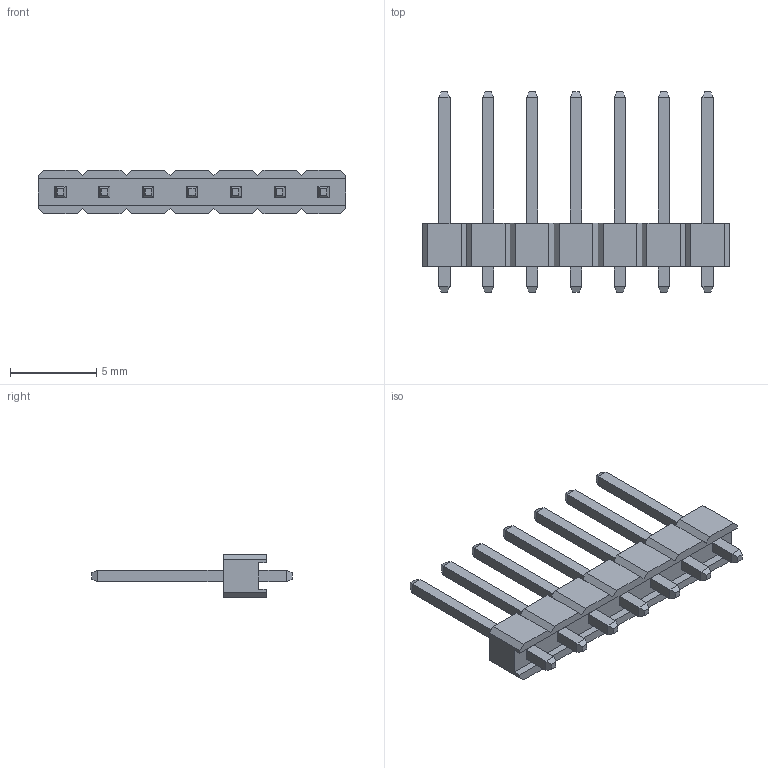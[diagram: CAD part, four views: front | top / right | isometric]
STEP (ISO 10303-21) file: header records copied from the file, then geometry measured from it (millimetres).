
FILE_DESCRIPTION (( 'STEP AP214' ), '1' );
FILE_NAME ('0_7_WAY12081526482152.step', '2006-12-08T20:26:46', ( 'sysAdmin' ), ( 'SolidWorks' ), 'SwSTEP 2.0', 'SolidWorks 2007', '' );
FILE_SCHEMA (( 'AUTOMOTIVE_DESIGN' ));
Length unit declared in the file: millimetre
Products named in the file (1): 0_7_WAY12081526482152
Bounding box: 17.78 x 11.6 x 2.54 mm (x, y, z)
Volume: 125.2 mm3; surface area: 377 mm2
Topology: 1 solids, 1 shells, 176 faces, 424 edges, 264 vertices
Faces by surface type: plane 176
Entity records: 5513 total; most frequent: CARTESIAN_POINT 865, ORIENTED_EDGE 848, DIRECTION 778, EDGE_CURVE 424, VECTOR 424, LINE 424, VERTEX_POINT 264, EDGE_LOOP 190
